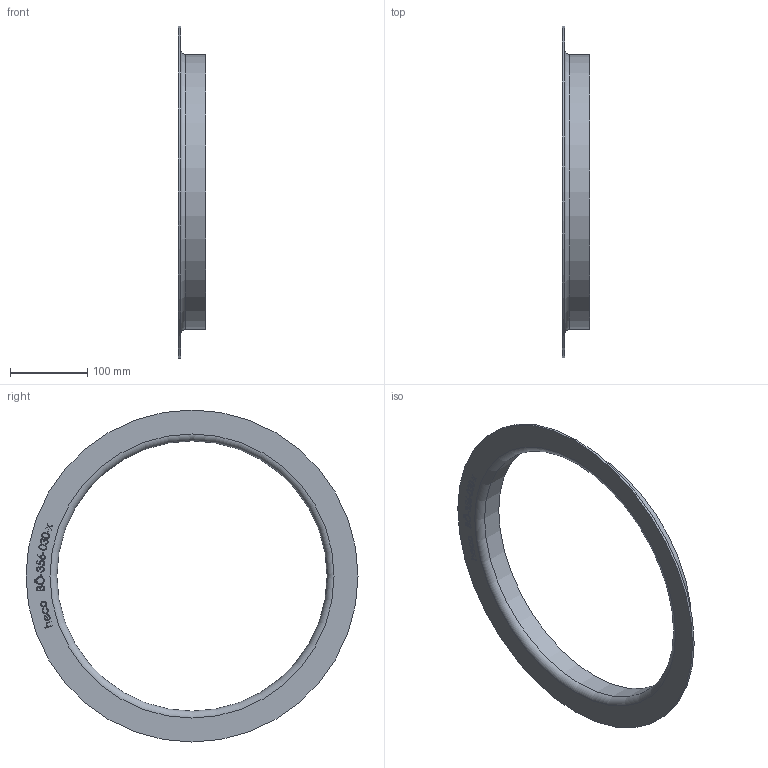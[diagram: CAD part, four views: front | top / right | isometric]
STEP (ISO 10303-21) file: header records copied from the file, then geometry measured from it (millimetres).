
FILE_DESCRIPTION (( 'STEP AP214' ), '1' );
FILE_NAME ('BÖ-356-030-x Vorschweissbördel 2012.STEP', '2020-12-07T10:08:50', ( '' ), ( '' ), 'SwSTEP 2.0', 'SolidWorks 2019', '' );
FILE_SCHEMA (( 'AUTOMOTIVE_DESIGN' ));
Length unit declared in the file: millimetre
Products named in the file (1): BÖ-356-030-x Vorschweissbördel 2012
Bounding box: 35 x 430 x 430 mm (x, y, z)
Volume: 242850.6 mm3; surface area: 169291.8 mm2
Topology: 1 solids, 1 shells, 218 faces, 565 edges, 376 vertices
Faces by surface type: bspline 123, plane 90, cylinder 3, torus 2
Full cylindrical faces by diameter (mm): 350 x1, 356 x1, 430 x1
Entity records: 15722 total; most frequent: CARTESIAN_POINT 8982, ORIENTED_EDGE 1120, EDGE_CURVE 560, DIRECTION 514, VERTEX_POINT 376, VECTOR 306, LINE 306, EDGE_LOOP 252
